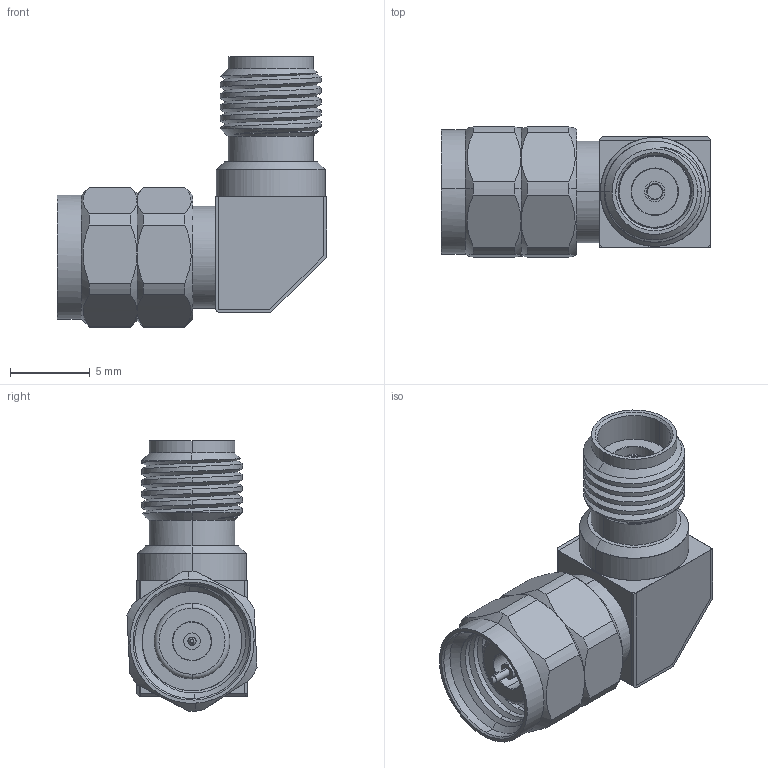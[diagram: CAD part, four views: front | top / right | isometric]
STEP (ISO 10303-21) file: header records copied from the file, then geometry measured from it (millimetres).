
FILE_DESCRIPTION (( 'STEP AP214' ), '1' );
FILE_NAME ('CT-KF2M-R-LN1, Defeatured.STEP', '2025-12-26T18:45:05', ( '' ), ( '' ), 'SwSTEP 2.0', 'SolidWorks 2021', '' );
FILE_SCHEMA (( 'AUTOMOTIVE_DESIGN' ));
Length unit declared in the file: millimetre
Products named in the file (1): CT-KF2M-R-LN1, Defeatured
Bounding box: 16.9 x 8.17 x 16.99 mm (x, y, z)
Surface area: 1390.5 mm2 (no closed solid volume)
Topology: 0 solids, 7 shells, 170 faces, 429 edges, 272 vertices
Faces by surface type: cylinder 65, plane 54, cone 43, torus 4, bspline 4
Entity records: 8477 total; most frequent: CARTESIAN_POINT 5238, ORIENTED_EDGE 814, EDGE_CURVE 429, DIRECTION 378, B_SPLINE_CURVE_WITH_KNOTS 371, VERTEX_POINT 272, EDGE_LOOP 180, AXIS2_PLACEMENT_3D 177
